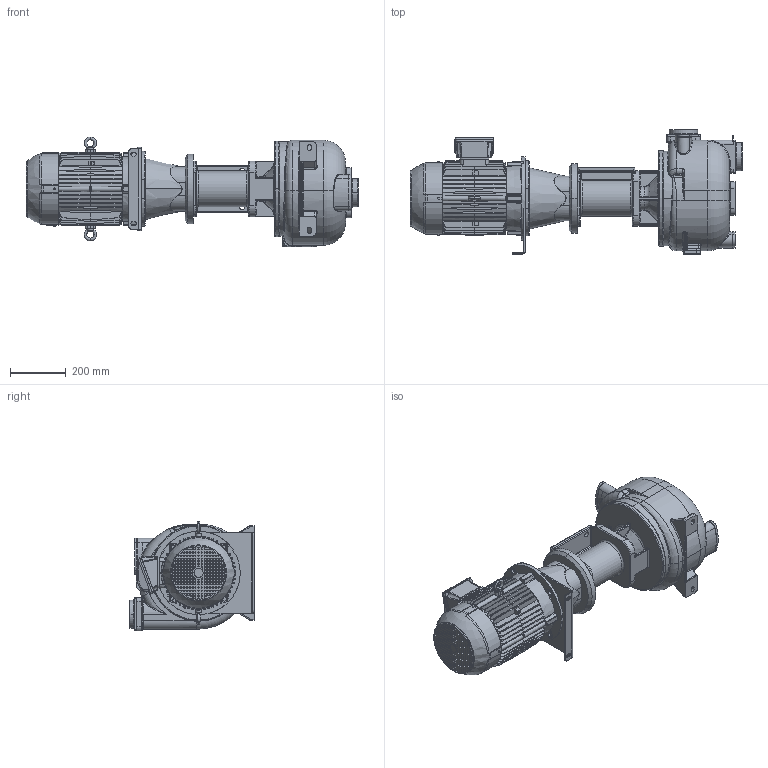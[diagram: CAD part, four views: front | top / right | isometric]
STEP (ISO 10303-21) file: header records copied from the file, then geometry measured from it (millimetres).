
FILE_DESCRIPTION((''),'2;1');
FILE_NAME('S_91_BBT','2022-09-30T11:59:04',('Nicola'),(''),'CREO PARAMETRIC BY PTC INC, 2020354','CREO PARAMETRIC BY PTC INC, 2020354','');
FILE_SCHEMA(('CONFIG_CONTROL_DESIGN'));
Products named in the file (1): S_91_BBT
Bounding box: 1195.3 x 447 x 395.98 mm (x, y, z)
Volume: 44810315.5 mm3; surface area: 3086835.2 mm2
Topology: 1 solids, 1 shells, 3910 faces, 9598 edges, 5972 vertices
Faces by surface type: plane 2207, cylinder 730, bspline 468, torus 235, cone 210, sphere 55, extrusion 5
Entity records: 179743 total; most frequent: CARTESIAN_POINT 91276, ORIENTED_EDGE 19092, DIRECTION 16976, EDGE_CURVE 9546, VERTEX_POINT 5972, AXIS2_PLACEMENT_3D 5747, VECTOR 5482, LINE 5477
